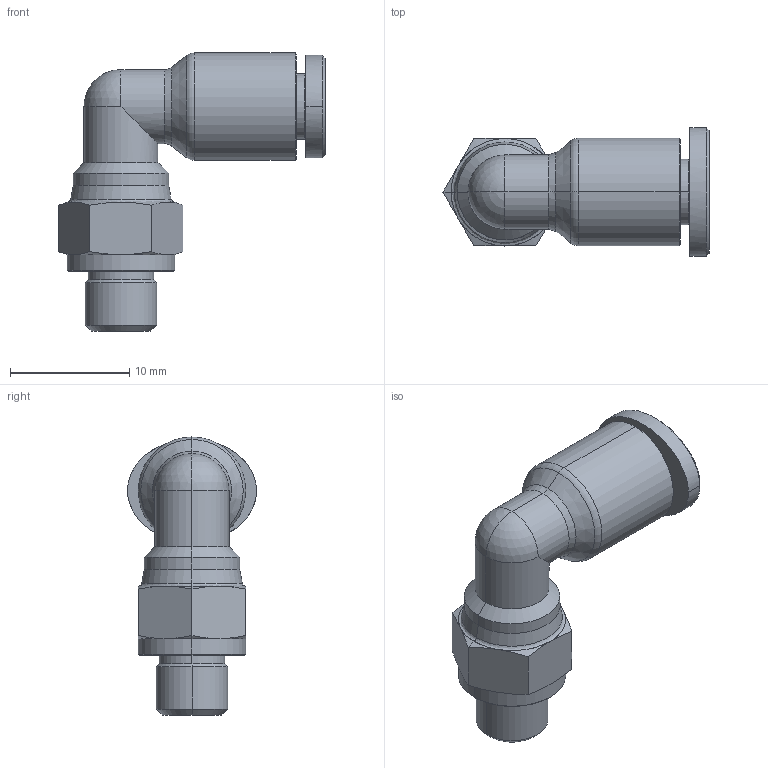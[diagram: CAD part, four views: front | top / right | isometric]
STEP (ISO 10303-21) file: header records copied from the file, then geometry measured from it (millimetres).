
FILE_DESCRIPTION((''),'2;1');
FILE_NAME('GPL 04M6(L)(3D).stp','2012-12-21T09:46:20',(''),(''),'Mechanical Desktop.R8.0.24.0','Mechanical Desktop.R8.0.24.0',', , ');
FILE_SCHEMA(('CONFIG_CONTROL_DESIGN'));
Length unit declared in the file: millimetre
Products named in the file (2): GPL 04M6(L)(3D); 睡ヶ1
Assembly tree (1 placements, depth 2):
  GPL 04M6(L)(3D)
    睡ヶ1
Bounding box: 22.3 x 10.8 x 23.3 mm (x, y, z)
Volume: 1468.4 mm3; surface area: 1400.2 mm2
Topology: 1 solids, 1 shells, 457 faces, 1241 edges, 804 vertices
Faces by surface type: plane 352, cone 36, bspline 35, cylinder 30, torus 2, sphere 2
Entity records: 15155 total; most frequent: CARTESIAN_POINT 3628, ORIENTED_EDGE 2478, DIRECTION 2220, EDGE_CURVE 1239, VECTOR 1036, LINE 1036, VERTEX_POINT 804, AXIS2_PLACEMENT_3D 592
